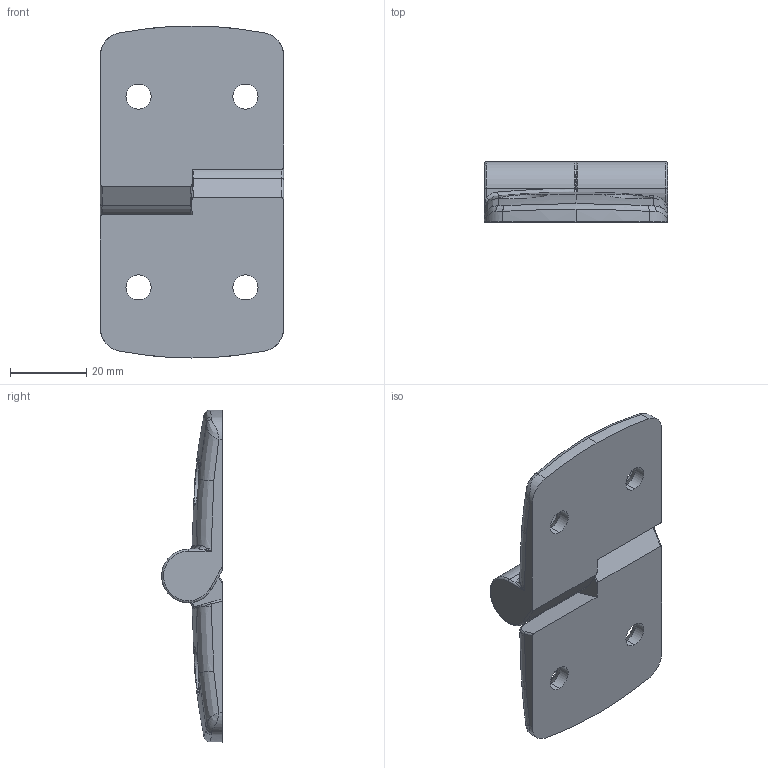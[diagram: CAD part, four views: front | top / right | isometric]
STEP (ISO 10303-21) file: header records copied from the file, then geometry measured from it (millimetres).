
FILE_DESCRIPTION (( 'STEP AP214' ), '1' );
FILE_NAME ('6221700', '2019-02-04T09:03:32', ( '' ), ('JUGARD+KÜNSTNER GmbH'), 'SwSTEP 2.0', 'SolidWorks 2017', '' );
FILE_SCHEMA (( 'AUTOMOTIVE_DESIGN' ));
Length unit declared in the file: millimetre
Products named in the file (3): Kopie von Achse^6221700; Kopie von Stegauflage^6221700; 6221700_CNAJF00
Assembly tree (3 placements, depth 2):
  6221700_CNAJF00
    Kopie von Stegauflage^6221700  x2
    Kopie von Achse^6221700
Bounding box: 48 x 15.9 x 87 mm (x, y, z)
Volume: 28440.5 mm3; surface area: 12656.6 mm2
Topology: 3 solids, 3 shells, 132 faces, 328 edges, 196 vertices
Faces by surface type: bspline 48, cylinder 46, plane 20, cone 12, torus 6
Entity records: 3544 total; most frequent: CARTESIAN_POINT 1920, ORIENTED_EDGE 348, DIRECTION 281, EDGE_CURVE 174, AXIS2_PLACEMENT_3D 117, VERTEX_POINT 106, EDGE_LOOP 78, ADVANCED_FACE 73
